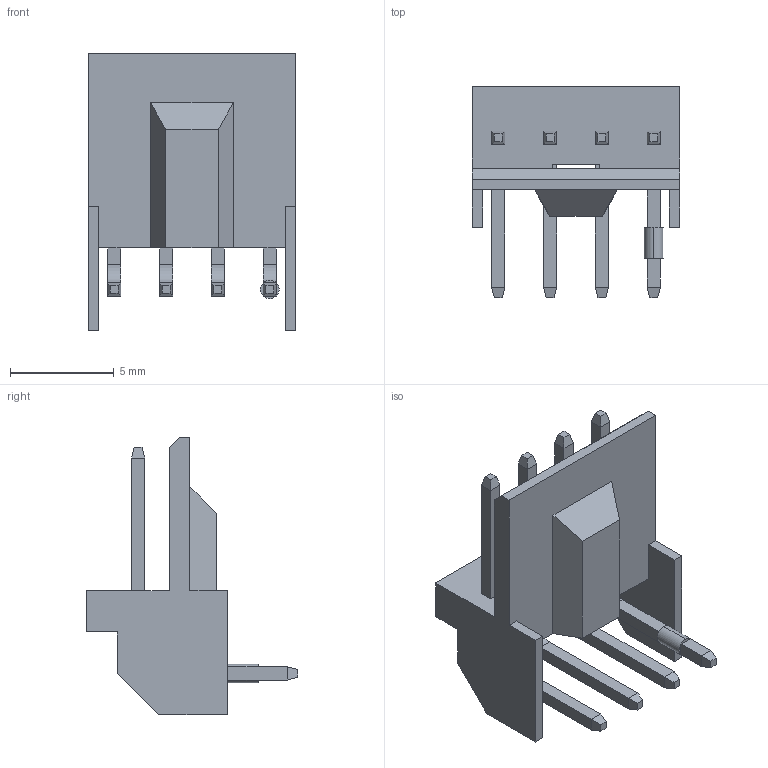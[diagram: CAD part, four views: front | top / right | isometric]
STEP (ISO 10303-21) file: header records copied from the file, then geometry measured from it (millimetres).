
FILE_DESCRIPTION (( 'STEP AP214' ), '1' );
FILE_NAME ('User Library-JWT 2.50mm PITCH WIRE TO BOARD - A2544 SERIES HEADER 4x1.STEP', '2012-05-06T10:19:26', ( 'sysAdmin' ), ( 'SolidWorks' ), 'SwSTEP 2.0', 'SolidWorks 2012', '' );
FILE_SCHEMA (( 'AUTOMOTIVE_DESIGN' ));
Length unit declared in the file: inch
Products named in the file (1): User Library-JWT 2.50mm PITCH WIRE TO BOARD - A2544 SERIES HEADER 4x1
Bounding box: 10 x 10.2 x 13.4 mm (x, y, z)
Volume: 222.3 mm3; surface area: 624.9 mm2
Topology: 1 solids, 1 shells, 132 faces, 321 edges, 198 vertices
Faces by surface type: plane 122, cylinder 10
Entity records: 5509 total; most frequent: CARTESIAN_POINT 652, ORIENTED_EDGE 642, DIRECTION 615, EDGE_CURVE 321, LINE 293, VECTOR 293, VERTEX_POINT 198, AXIS2_PLACEMENT_3D 161
